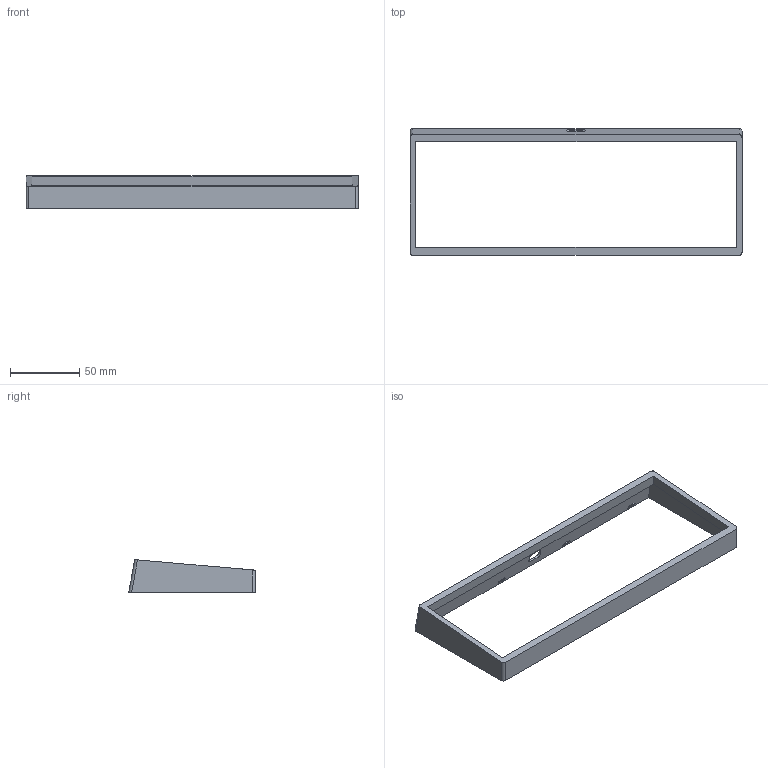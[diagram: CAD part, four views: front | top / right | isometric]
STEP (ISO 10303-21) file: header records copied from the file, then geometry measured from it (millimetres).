
FILE_DESCRIPTION(/* description */ (''),/* implementation_level */ '2;1');
FILE_NAME(/* name */ '',/* time_stamp */ '2025-09-21T15:43:13+09:00',/* author */ (''),/* organization */ (''),/* preprocessor_version */ 'ST-DEVELOPER v20.1',/* originating_system */ 'Autodesk Translation Framework v14.17.0.0',/* authorisation */ '');
FILE_SCHEMA (('AUTOMOTIVE_DESIGN { 1 0 10303 214 3 1 1 }'));
Length unit declared in the file: millimetre
Products named in the file (1): 上2
Bounding box: 239.2 x 91.1 x 23.57 mm (x, y, z)
Volume: 43692.6 mm3; surface area: 32386.3 mm2
Topology: 5 solids, 5 shells, 74 faces, 168 edges, 108 vertices
Faces by surface type: plane 62, cylinder 8, cone 4
Entity records: 2073 total; most frequent: CARTESIAN_POINT 351, DIRECTION 338, ORIENTED_EDGE 336, EDGE_CURVE 168, LINE 148, VECTOR 148, VERTEX_POINT 108, AXIS2_PLACEMENT_3D 95
